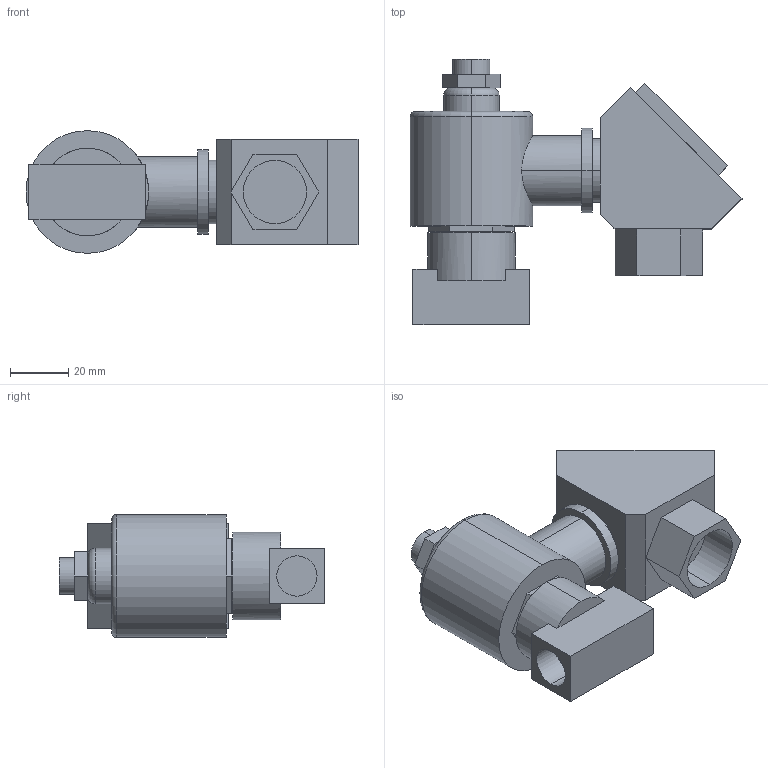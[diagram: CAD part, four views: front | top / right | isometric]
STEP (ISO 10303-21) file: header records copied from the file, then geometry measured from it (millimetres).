
FILE_DESCRIPTION (( 'STEP AP214' ), '1' );
FILE_NAME ('YS302T-9B.STEP', '2025-09-05T07:07:39', ( '' ), ( '' ), 'SwSTEP 2.0', 'SolidWorks 2024', '' );
FILE_SCHEMA (( 'AUTOMOTIVE_DESIGN' ));
Length unit declared in the file: millimetre
Products named in the file (4): TBL; AS302A_AS302A; ZS302-9_9B; YS302T-9B
Assembly tree (3 placements, depth 2):
  YS302T-9B
    ZS302-9_9B
    AS302A_AS302A
    TBL
Bounding box: 113.66 x 90.85 x 42 mm (x, y, z)
Volume: 152651.9 mm3; surface area: 31905.2 mm2
Topology: 3 solids, 3 shells, 95 faces, 211 edges, 136 vertices
Faces by surface type: plane 63, cylinder 28, torus 4
Entity records: 2840 total; most frequent: CARTESIAN_POINT 548, DIRECTION 481, ORIENTED_EDGE 422, EDGE_CURVE 211, AXIS2_PLACEMENT_3D 171, VECTOR 139, LINE 139, VERTEX_POINT 136
